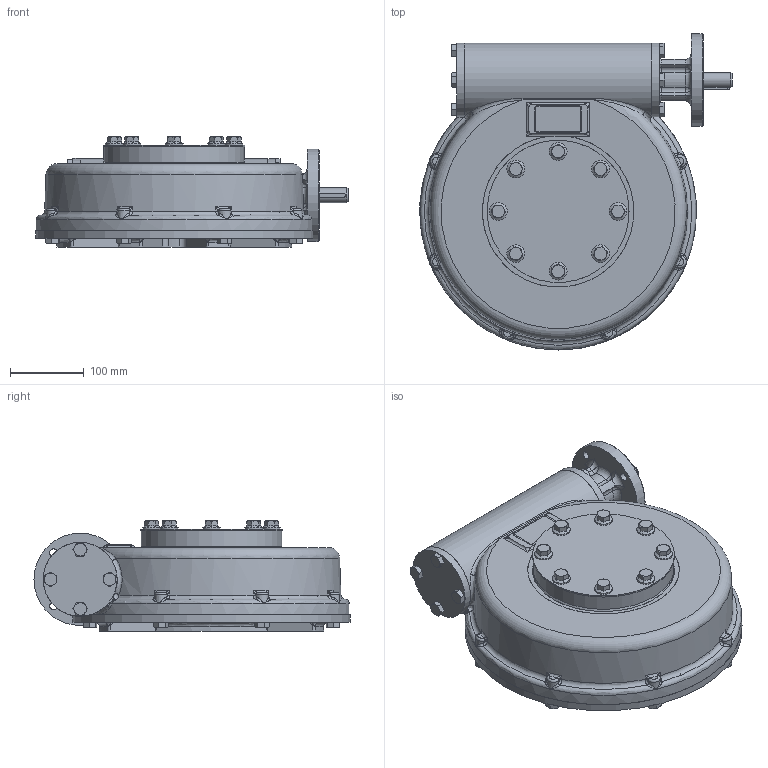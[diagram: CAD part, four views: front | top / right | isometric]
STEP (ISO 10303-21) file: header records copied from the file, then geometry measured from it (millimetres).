
FILE_DESCRIPTION(/* description */ ('Unknown'),/* implementation_level */ '2;1');
FILE_NAME(/* name */ 'PUB-MTW6-F10-F25',/* time_stamp */ '2015-12-09T11:49:12+00:00',/* author */ ('Unknown'),/* organization */ ('Unknown'),/* preprocessor_version */ 'ST-DEVELOPER v16',/* originating_system */ 'DEX',/* authorisation */ $);
FILE_SCHEMA (('AUTOMOTIVE_DESIGN {1 0 10303 214 3 1 1}'));
Products named in the file (1): PUB-MTW6-F10-F25
Bounding box: 423.36 x 427.8 x 149.18 mm (x, y, z)
Surface area: 613941.7 mm2 (no closed solid volume)
Topology: 0 solids, 38 shells, 746 faces, 1915 edges, 1148 vertices
Faces by surface type: plane 232, cone 175, bspline 144, cylinder 137, torus 58
Full cylindrical faces by diameter (mm): 10.5 x12, 14 x8, 20 x1, 24 x8, 30 x1, 40.5 x1, 70.05 x1, 100 x2, 125 x1, 130.1 x1, 190 x1, 192.5 x1, 375 x1
Entity records: 42167 total; most frequent: CARTESIAN_POINT 23800, ORIENTED_EDGE 3260, DIRECTION 3003, EDGE_CURVE 1778, AXIS2_PLACEMENT_3D 1285, VERTEX_POINT 1133, FACE_BOUND 925, EDGE_LOOP 917
